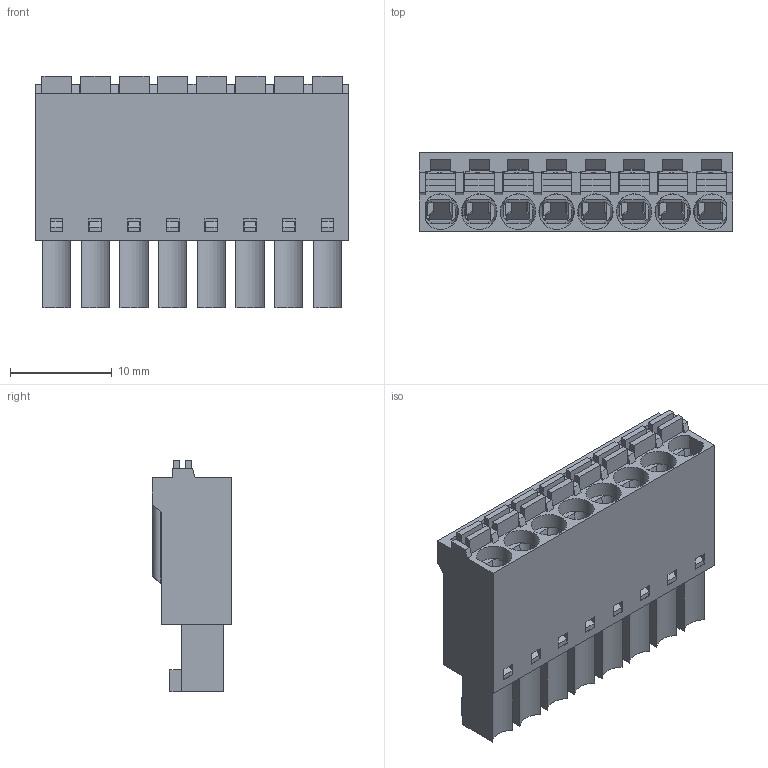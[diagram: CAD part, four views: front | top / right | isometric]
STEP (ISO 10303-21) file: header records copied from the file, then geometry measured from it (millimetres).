
FILE_DESCRIPTION(/* description */ ('Unknown'),/* implementation_level */ '2;1');
FILE_NAME(/* name */ '691304300008',/* time_stamp */ '2019-07-17T14:40:25+02:00',/* author */ ('Unknown'),/* organization */ ('Unknown'),/* preprocessor_version */ 'ST-DEVELOPER v16.7',/* originating_system */ 'DEX',/* authorisation */ $);
FILE_SCHEMA (('AUTOMOTIVE_DESIGN {1 0 10303 214 3 1 1}'));
Length unit declared in the file: millimetre
Products named in the file (6): 6913043000xx; 691304300008; 691304300008_Bas; 6913043000xx_Levier; 6913043000xx_Lamelle; 6913043000xx_Pin
Assembly tree (26 placements, depth 2):
  6913043000xx
    691304300008
    691304300008_Bas
    6913043000xx_Levier  x8
    6913043000xx_Lamelle  x8
    6913043000xx_Pin  x8
Bounding box: 30.88 x 7.8 x 22.8 mm (x, y, z)
Volume: 2425.6 mm3; surface area: 8527.9 mm2
Topology: 26 solids, 26 shells, 2354 faces, 6610 edges, 4300 vertices
Faces by surface type: plane 1834, cylinder 480, cone 40
Full cylindrical faces by diameter (mm): 1.2 x8, 3.5 x6
Entity records: 42668 total; most frequent: CARTESIAN_POINT 7699, ORIENTED_EDGE 7518, DIRECTION 6855, EDGE_CURVE 3759, LINE 3203, VECTOR 3203, VERTEX_POINT 2486, AXIS2_PLACEMENT_3D 1826
